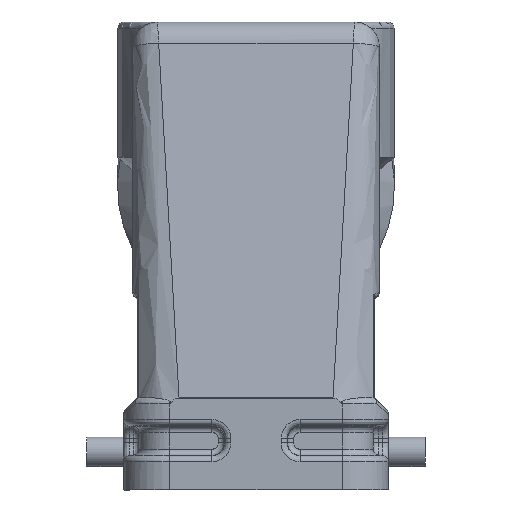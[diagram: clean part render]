
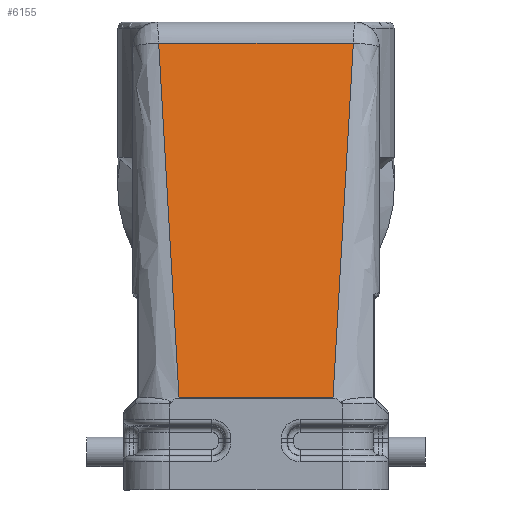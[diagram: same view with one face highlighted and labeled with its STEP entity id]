
A CAD part, left-side view. The second image highlights one B-rep face of the part: STEP entity #6155.
In plain terms, the highlighted planar face has unit normal (-0.99, 0, 0.139).
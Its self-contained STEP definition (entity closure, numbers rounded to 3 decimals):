
#5314=FACE_OUTER_BOUND('',#9062,.T.);
#6155=ADVANCED_FACE('',(#5314),#6722,.T.);
#6722=PLANE('',#16221);
#7215=LINE('',#19767,#7942);
#7558=LINE('',#22141,#8351);
#7559=LINE('',#22143,#8352);
#7560=LINE('',#22145,#8353);
#7942=VECTOR('',#16889,1.);
#8351=VECTOR('',#17928,1.);
#8352=VECTOR('',#17929,1.);
#8353=VECTOR('',#17930,1.);
#9062=EDGE_LOOP('',(#10711,#10712,#10713,#10714));
#10711=ORIENTED_EDGE('',*,*,#13945,.T.);
#10712=ORIENTED_EDGE('',*,*,#14527,.T.);
#10713=ORIENTED_EDGE('',*,*,#14528,.T.);
#10714=ORIENTED_EDGE('',*,*,#14529,.T.);
#12916=VERTEX_POINT('',#19752);
#12919=VERTEX_POINT('',#19766);
#13315=VERTEX_POINT('',#22142);
#13316=VERTEX_POINT('',#22144);
#13945=EDGE_CURVE('',#12916,#12919,#7215,.T.);
#14527=EDGE_CURVE('',#12919,#13315,#7558,.T.);
#14528=EDGE_CURVE('',#13315,#13316,#7559,.T.);
#14529=EDGE_CURVE('',#13316,#12916,#7560,.T.);
#16221=AXIS2_PLACEMENT_3D('',#22146,#17931,#17932);
#16889=DIRECTION('',(0.,1.,0.));
#17928=DIRECTION('',(-0.139,-0.057,-0.989));
#17929=DIRECTION('',(0.,-1.,0.));
#17930=DIRECTION('',(0.139,-0.057,0.989));
#17931=DIRECTION('',(-0.99,0.,0.139));
#17932=DIRECTION('',(-0.139,0.,-0.99));
#19752=CARTESIAN_POINT('',(-38.661,-15.802,72.557));
#19766=CARTESIAN_POINT('',(-38.661,15.802,72.557));
#19767=CARTESIAN_POINT('',(-38.661,-15.802,72.557));
#22141=CARTESIAN_POINT('',(-38.661,15.802,72.557));
#22142=CARTESIAN_POINT('',(-46.74,12.504,15.069));
#22143=CARTESIAN_POINT('',(-46.74,12.504,15.069));
#22144=CARTESIAN_POINT('',(-46.74,-12.504,15.069));
#22145=CARTESIAN_POINT('',(-46.74,-12.504,15.069));
#22146=CARTESIAN_POINT('',(-37.734,16.802,79.149));
